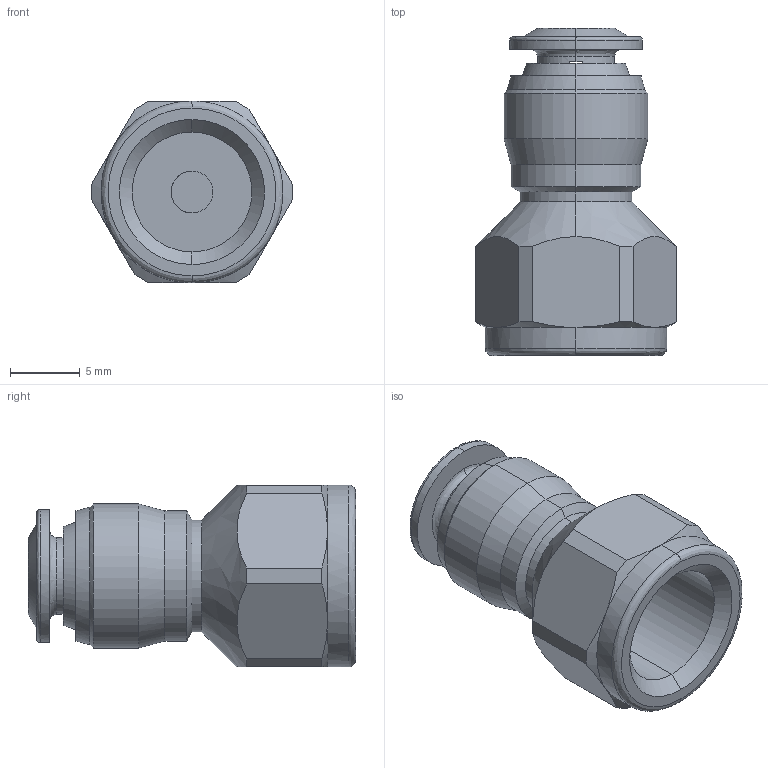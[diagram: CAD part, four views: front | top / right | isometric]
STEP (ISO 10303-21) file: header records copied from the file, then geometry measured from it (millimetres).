
FILE_DESCRIPTION (( 'STEP AP214' ), '1' );
FILE_NAME ('PCF04-G01_ME.STEP', '2018-09-06T08:52:57', ( '' ), ( '' ), 'SwSTEP 2.0', 'SolidWorks 2018', '' );
FILE_SCHEMA (( 'AUTOMOTIVE_DESIGN' ));
Length unit declared in the file: millimetre
Products named in the file (1): PCF04-G01_ME
Bounding box: 14.36 x 23.4 x 13 mm (x, y, z)
Volume: 1674.5 mm3; surface area: 1417.5 mm2
Topology: 1 solids, 1 shells, 77 faces, 178 edges, 108 vertices
Faces by surface type: bspline 77
Entity records: 3043 total; most frequent: CARTESIAN_POINT 1979, ORIENTED_EDGE 356, EDGE_CURVE 178, B_SPLINE_CURVE_WITH_KNOTS 111, VERTEX_POINT 108, EDGE_LOOP 86, FACE_OUTER_BOUND 77, ADVANCED_FACE 77
